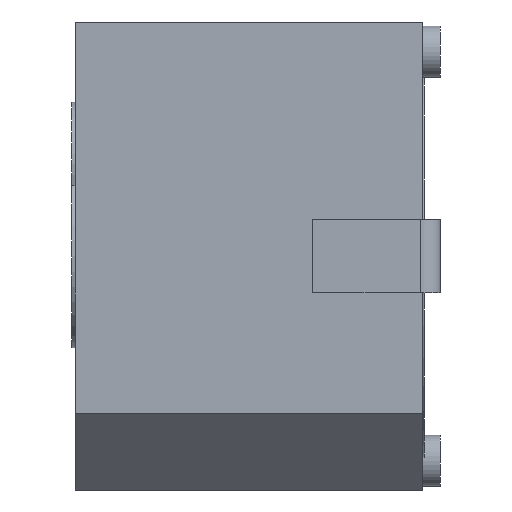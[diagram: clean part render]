
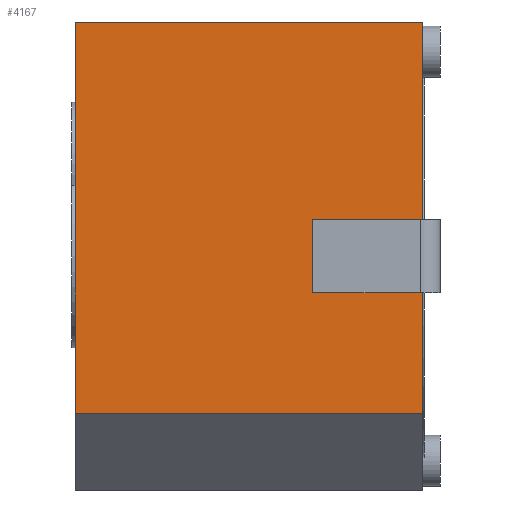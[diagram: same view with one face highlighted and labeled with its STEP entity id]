
A CAD part, left-side view. The second image highlights one B-rep face of the part: STEP entity #4167.
In plain terms, the highlighted planar face has unit normal (-1, 0, 0).
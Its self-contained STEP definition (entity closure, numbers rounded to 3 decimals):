
#101 = CARTESIAN_POINT ( 'NONE',  ( -6.4, 9.5, -1. ) ) ;
#130 = ORIENTED_EDGE ( 'NONE', *, *, #1658, .T. ) ;
#247 = VERTEX_POINT ( 'NONE', #4568 ) ;
#275 = DIRECTION ( 'NONE',  ( 0., 0., 1. ) ) ;
#319 = VERTEX_POINT ( 'NONE', #5507 ) ;
#406 = VECTOR ( 'NONE', #2688, 1000. ) ;
#452 = EDGE_CURVE ( 'NONE', #4640, #319, #2538, .T. ) ;
#618 = CARTESIAN_POINT ( 'NONE',  ( -6.4, 9.5, 6.4 ) ) ;
#696 = VECTOR ( 'NONE', #714, 1000. ) ;
#711 = EDGE_CURVE ( 'NONE', #5656, #5087, #3516, .T. ) ;
#714 = DIRECTION ( 'NONE',  ( 0., -1., 0. ) ) ;
#1066 = EDGE_CURVE ( 'NONE', #4640, #3962, #4923, .T. ) ;
#1335 = VECTOR ( 'NONE', #275, 1000. ) ;
#1418 = LINE ( 'NONE', #3399, #3675 ) ;
#1494 = ORIENTED_EDGE ( 'NONE', *, *, #4236, .F. ) ;
#1599 = LINE ( 'NONE', #3137, #406 ) ;
#1624 = DIRECTION ( 'NONE',  ( 0., 0., 1. ) ) ;
#1658 = EDGE_CURVE ( 'NONE', #5656, #2640, #4307, .T. ) ;
#1978 = VERTEX_POINT ( 'NONE', #2898 ) ;
#2190 = CARTESIAN_POINT ( 'NONE',  ( -6.4, 9.5, -6.4 ) ) ;
#2198 = ORIENTED_EDGE ( 'NONE', *, *, #3425, .F. ) ;
#2331 = CARTESIAN_POINT ( 'NONE',  ( -6.4, 9.5, -4.3 ) ) ;
#2341 = VECTOR ( 'NONE', #5365, 1000. ) ;
#2414 = VECTOR ( 'NONE', #3632, 1000. ) ;
#2457 = CARTESIAN_POINT ( 'NONE',  ( -6.4, 3., 1. ) ) ;
#2538 = LINE ( 'NONE', #3168, #2414 ) ;
#2636 = DIRECTION ( 'NONE',  ( 0., 0., -1. ) ) ;
#2640 = VERTEX_POINT ( 'NONE', #5830 ) ;
#2659 = EDGE_CURVE ( 'NONE', #2640, #247, #1599, .T. ) ;
#2688 = DIRECTION ( 'NONE',  ( 0., 0., 1. ) ) ;
#2852 = CARTESIAN_POINT ( 'NONE',  ( -6.4, 9.5, 6.4 ) ) ;
#2860 = VECTOR ( 'NONE', #4695, 1000. ) ;
#2898 = CARTESIAN_POINT ( 'NONE',  ( -6.4, 0., -1. ) ) ;
#3106 = CARTESIAN_POINT ( 'NONE',  ( -6.4, 3., 1. ) ) ;
#3137 = CARTESIAN_POINT ( 'NONE',  ( -6.4, 0., -6.4 ) ) ;
#3168 = CARTESIAN_POINT ( 'NONE',  ( -6.4, 9.5, -4.3 ) ) ;
#3399 = CARTESIAN_POINT ( 'NONE',  ( -6.4, 0., -6.4 ) ) ;
#3425 = EDGE_CURVE ( 'NONE', #3962, #247, #5104, .T. ) ;
#3513 = EDGE_CURVE ( 'NONE', #319, #1978, #1418, .T. ) ;
#3516 = LINE ( 'NONE', #3106, #2341 ) ;
#3632 = DIRECTION ( 'NONE',  ( 0., -1., 0. ) ) ;
#3675 = VECTOR ( 'NONE', #1624, 1000. ) ;
#3962 = VERTEX_POINT ( 'NONE', #618 ) ;
#3989 = PLANE ( 'NONE',  #5071 ) ;
#4150 = ORIENTED_EDGE ( 'NONE', *, *, #711, .F. ) ;
#4167 = ADVANCED_FACE ( 'NONE', ( #4717 ), #3989, .F. ) ;
#4236 = EDGE_CURVE ( 'NONE', #5087, #1978, #4440, .T. ) ;
#4304 = VECTOR ( 'NONE', #4962, 1000. ) ;
#4307 = LINE ( 'NONE', #4334, #696 ) ;
#4334 = CARTESIAN_POINT ( 'NONE',  ( -6.4, 9.5, 1. ) ) ;
#4440 = LINE ( 'NONE', #101, #4304 ) ;
#4568 = CARTESIAN_POINT ( 'NONE',  ( -6.4, 0., 6.4 ) ) ;
#4640 = VERTEX_POINT ( 'NONE', #2331 ) ;
#4695 = DIRECTION ( 'NONE',  ( 0., -1., 0. ) ) ;
#4717 = FACE_OUTER_BOUND ( 'NONE', #4903, .T. ) ;
#4903 = EDGE_LOOP ( 'NONE', ( #4150, #130, #5231, #2198, #5201, #5634, #5788, #1494 ) ) ;
#4923 = LINE ( 'NONE', #5185, #1335 ) ;
#4947 = CARTESIAN_POINT ( 'NONE',  ( -6.4, 3., -1. ) ) ;
#4962 = DIRECTION ( 'NONE',  ( 0., -1., 0. ) ) ;
#5071 = AXIS2_PLACEMENT_3D ( 'NONE', #2190, #5327, #2636 ) ;
#5087 = VERTEX_POINT ( 'NONE', #4947 ) ;
#5104 = LINE ( 'NONE', #2852, #2860 ) ;
#5185 = CARTESIAN_POINT ( 'NONE',  ( -6.4, 9.5, -6.4 ) ) ;
#5201 = ORIENTED_EDGE ( 'NONE', *, *, #1066, .F. ) ;
#5231 = ORIENTED_EDGE ( 'NONE', *, *, #2659, .T. ) ;
#5327 = DIRECTION ( 'NONE',  ( 1., 0., 0. ) ) ;
#5365 = DIRECTION ( 'NONE',  ( 0., 0., -1. ) ) ;
#5507 = CARTESIAN_POINT ( 'NONE',  ( -6.4, 0., -4.3 ) ) ;
#5634 = ORIENTED_EDGE ( 'NONE', *, *, #452, .T. ) ;
#5656 = VERTEX_POINT ( 'NONE', #2457 ) ;
#5788 = ORIENTED_EDGE ( 'NONE', *, *, #3513, .T. ) ;
#5830 = CARTESIAN_POINT ( 'NONE',  ( -6.4, 0., 1. ) ) ;
